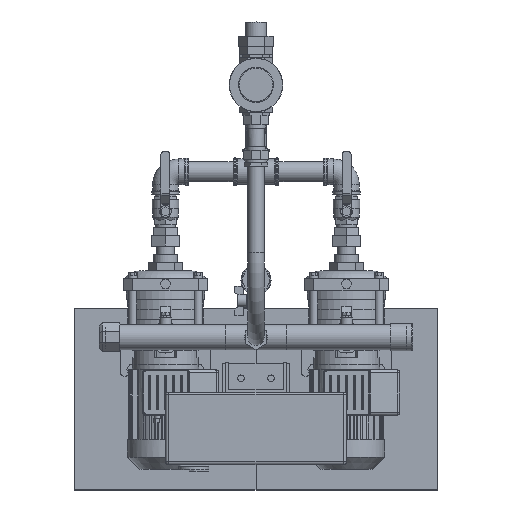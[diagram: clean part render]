
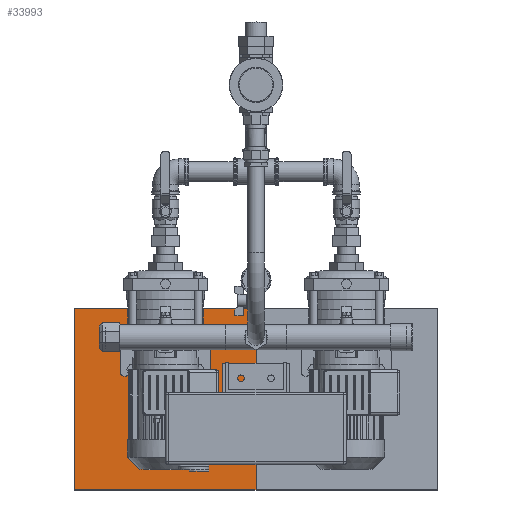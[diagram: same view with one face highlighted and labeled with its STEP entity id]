
A CAD part, top view. The second image highlights one B-rep face of the part: STEP entity #33993.
In plain terms, the highlighted planar face has unit normal (0, 0, 1).
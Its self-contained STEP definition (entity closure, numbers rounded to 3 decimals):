
#2171=LINE('',#56057,#5471);
#2192=LINE('',#56099,#5492);
#2194=LINE('',#56103,#5494);
#2195=LINE('',#56104,#5495);
#5471=VECTOR('',#43945,1.);
#5492=VECTOR('',#43976,10.);
#5494=VECTOR('',#43980,10.);
#5495=VECTOR('',#43981,10.);
#7898=PLANE('',#36943);
#10126=FACE_OUTER_BOUND('',#12364,.T.);
#12364=EDGE_LOOP('',(#28373,#28374,#28375,#28376));
#16655=VERTEX_POINT('',#56055);
#16656=VERTEX_POINT('',#56056);
#16672=VERTEX_POINT('',#56098);
#16673=VERTEX_POINT('',#56102);
#20808=EDGE_CURVE('',#16655,#16656,#2171,.T.);
#20829=EDGE_CURVE('',#16672,#16656,#2192,.T.);
#20831=EDGE_CURVE('',#16673,#16655,#2194,.T.);
#20832=EDGE_CURVE('',#16673,#16672,#2195,.T.);
#28373=ORIENTED_EDGE('',*,*,#20808,.F.);
#28374=ORIENTED_EDGE('',*,*,#20831,.F.);
#28375=ORIENTED_EDGE('',*,*,#20832,.T.);
#28376=ORIENTED_EDGE('',*,*,#20829,.T.);
#33993=ADVANCED_FACE('',(#10126),#7898,.T.);
#36943=AXIS2_PLACEMENT_3D('',#56101,#43978,#43979);
#43945=DIRECTION('',(0.,-1.,0.));
#43976=DIRECTION('',(1.,0.,0.));
#43978=DIRECTION('center_axis',(0.,0.,1.));
#43979=DIRECTION('ref_axis',(0.,-1.,0.));
#43980=DIRECTION('',(1.,0.,0.));
#43981=DIRECTION('',(0.,-1.,0.));
#56055=CARTESIAN_POINT('',(300.,47.5,50.));
#56056=CARTESIAN_POINT('',(300.,-252.5,50.));
#56057=CARTESIAN_POINT('',(300.,-102.5,50.));
#56098=CARTESIAN_POINT('',(0.,-252.5,50.));
#56099=CARTESIAN_POINT('',(300.,-252.5,50.));
#56101=CARTESIAN_POINT('Origin',(300.,-102.5,50.));
#56102=CARTESIAN_POINT('',(0.,47.5,50.));
#56103=CARTESIAN_POINT('',(300.,47.5,50.));
#56104=CARTESIAN_POINT('',(0.,-102.5,50.));
